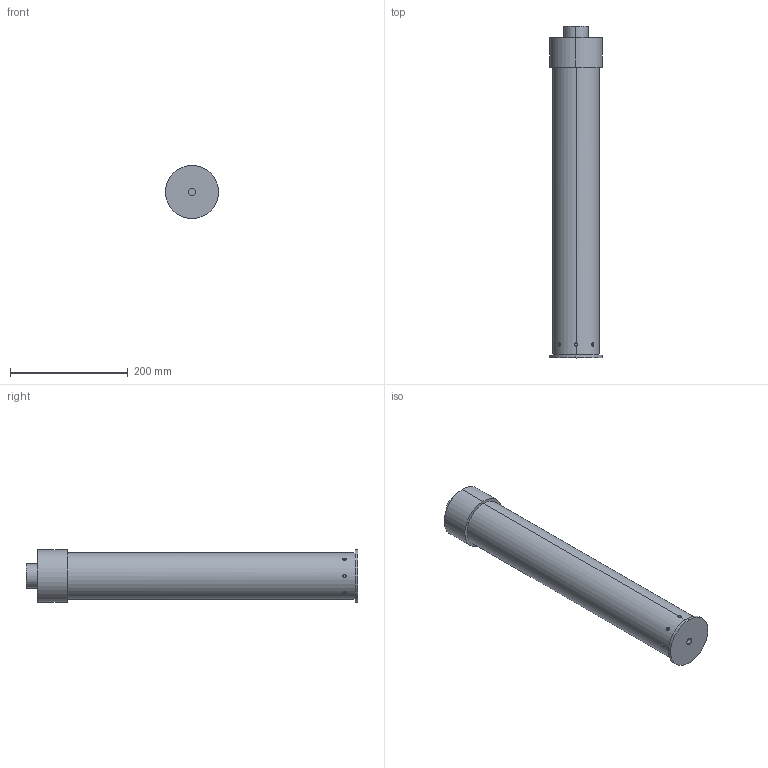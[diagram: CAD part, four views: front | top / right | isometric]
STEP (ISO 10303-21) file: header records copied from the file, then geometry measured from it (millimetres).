
FILE_DESCRIPTION (( 'STEP AP203' ), '1' );
FILE_NAME ('Prototype_for_sim_Assembly.STEP', '2025-03-28T14:42:53', ( '' ), ( '' ), 'SwSTEP 2.0', 'SolidWorks 2024', '' );
FILE_SCHEMA (( 'CONFIG_CONTROL_DESIGN' ));
Length unit declared in the file: millimetre
Products named in the file (6): O_ring; chokepoint_funnel_combo; Hopper_Gear_Plunger; Delrin_End_Cap; Acrylic_tube; Prototype_for_sim_Assembly
Assembly tree (5 placements, depth 2):
  Prototype_for_sim_Assembly
    Acrylic_tube
    Delrin_End_Cap
    O_ring
    Hopper_Gear_Plunger
    chokepoint_funnel_combo
Bounding box: 90 x 565 x 90 mm (x, y, z)
Volume: 899049.6 mm3; surface area: 321885.5 mm2
Topology: 5 solids, 5 shells, 159 faces, 420 edges, 276 vertices
Faces by surface type: bspline 72, cylinder 56, plane 21, cone 6, torus 4
Entity records: 7638 total; most frequent: CARTESIAN_POINT 3571, ORIENTED_EDGE 840, DIRECTION 482, EDGE_CURVE 420, VERTEX_POINT 276, B_SPLINE_CURVE_WITH_KNOTS 204, EDGE_LOOP 188, AXIS2_PLACEMENT_3D 171
